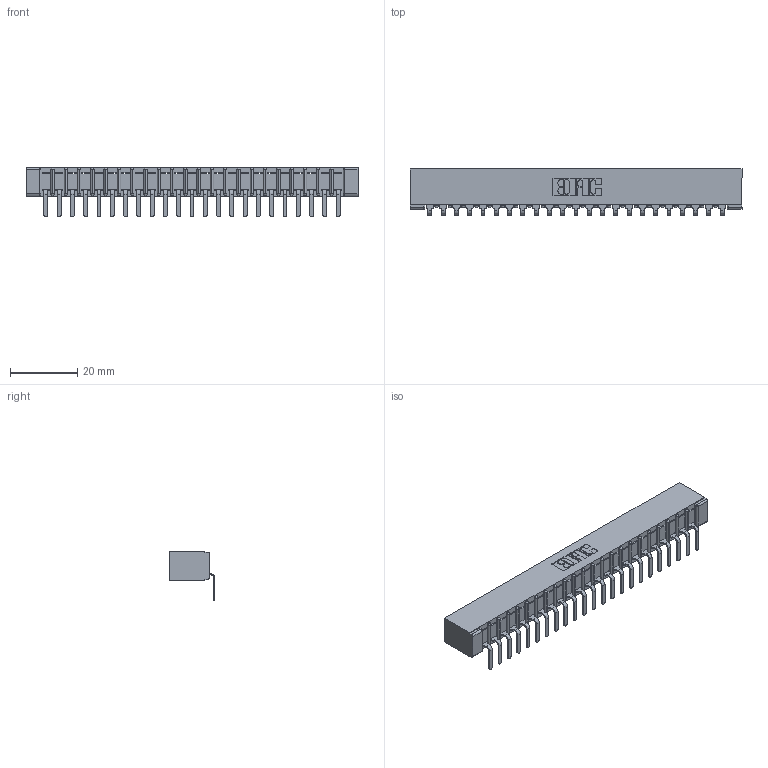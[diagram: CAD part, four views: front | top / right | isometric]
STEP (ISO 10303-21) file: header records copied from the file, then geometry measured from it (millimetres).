
FILE_DESCRIPTION (( 'STEP AP203' ), '1' );
FILE_NAME ('357-023-559-101.STEP', '2022-07-12T22:16:51', ( '' ), ( '' ), 'SwSTEP 2.0', 'SolidWorks 2020', '' );
FILE_SCHEMA (( 'CONFIG_CONTROL_DESIGN' ));
Length unit declared in the file: inch
Products named in the file (3): 357-023-559-101; 307-290-001_558 559 - 1 (Single); 307 Part_No Mounting Lugs
Assembly tree (24 placements, depth 2):
  357-023-559-101
    307 Part_No Mounting Lugs
    307-290-001_558 559 - 1 (Single)  x23
Bounding box: 99.01 x 13.7 x 14.81 mm (x, y, z)
Volume: 6459.8 mm3; surface area: 10425.8 mm2
Topology: 24 solids, 24 shells, 1514 faces, 4301 edges, 2770 vertices
Faces by surface type: plane 963, cylinder 503, sphere 48
Entity records: 21886 total; most frequent: CARTESIAN_POINT 3680, ORIENTED_EDGE 3666, DIRECTION 3589, EDGE_CURVE 1833, VECTOR 1399, LINE 1399, VERTEX_POINT 1186, AXIS2_PLACEMENT_3D 1095
